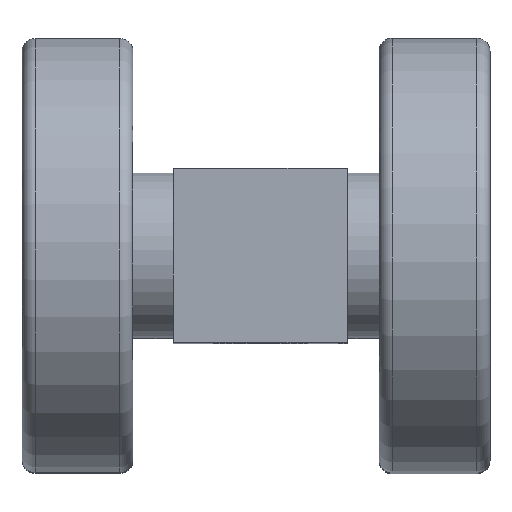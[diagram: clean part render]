
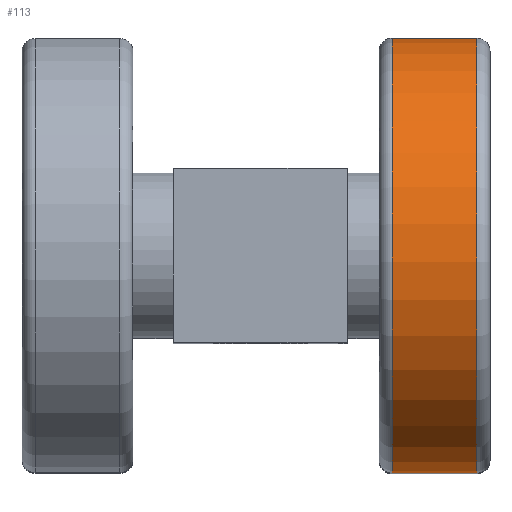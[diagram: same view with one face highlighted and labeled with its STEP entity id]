
A CAD part, top view. The second image highlights one B-rep face of the part: STEP entity #113.
In plain terms, the highlighted cylindrical face has radius 50 mm (diameter 100 mm), a full revolution.
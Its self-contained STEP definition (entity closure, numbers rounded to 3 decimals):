
#113=ADVANCED_FACE('',(#588,#590),#592,.T.);
#588=FACE_OUTER_BOUND('',#589,.T.);
#589=EDGE_LOOP('',(#1273));
#590=FACE_OUTER_BOUND('',#591,.T.);
#591=EDGE_LOOP('',(#1274));
#592=CYLINDRICAL_SURFACE('',#593,50.);
#593=AXIS2_PLACEMENT_3D('',#594,#595,#596);
#594=CARTESIAN_POINT('',(72.8,20.,135.));
#595=DIRECTION('',(-1.,0.,0.));
#596=DIRECTION('',(0.,-0.372,0.928));
#1273=ORIENTED_EDGE('',*,*,#2130,.T.);
#1274=ORIENTED_EDGE('',*,*,#2126,.F.);
#2126=EDGE_CURVE('',#2461,#2461,#2462,.T.);
#2130=EDGE_CURVE('',#2469,#2469,#2470,.T.);
#2461=VERTEX_POINT('',#2930);
#2462=CIRCLE('',#2931,50.);
#2469=VERTEX_POINT('',#2950);
#2470=CIRCLE('',#2951,50.);
#2930=CARTESIAN_POINT('',(50.3,1.417,181.418));
#2931=AXIS2_PLACEMENT_3D('',#2932,#2933,#2934);
#2932=CARTESIAN_POINT('',(50.3,20.,135.));
#2933=DIRECTION('',(-1.,0.,0.));
#2934=DIRECTION('',(0.,-0.372,0.928));
#2950=CARTESIAN_POINT('',(69.8,1.417,181.418));
#2951=AXIS2_PLACEMENT_3D('',#2952,#2953,#2954);
#2952=CARTESIAN_POINT('',(69.8,20.,135.));
#2953=DIRECTION('',(-1.,0.,0.));
#2954=DIRECTION('',(0.,-0.372,0.928));
